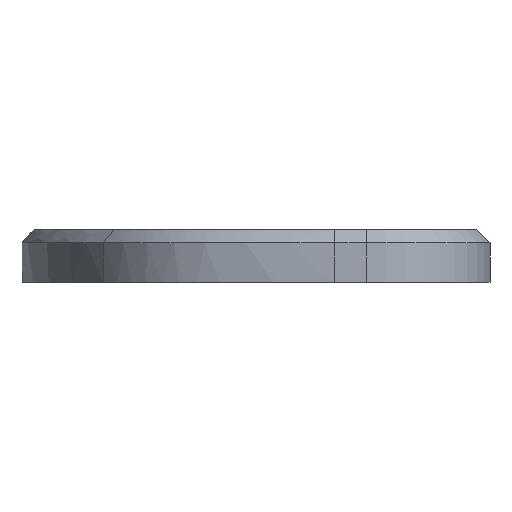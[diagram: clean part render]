
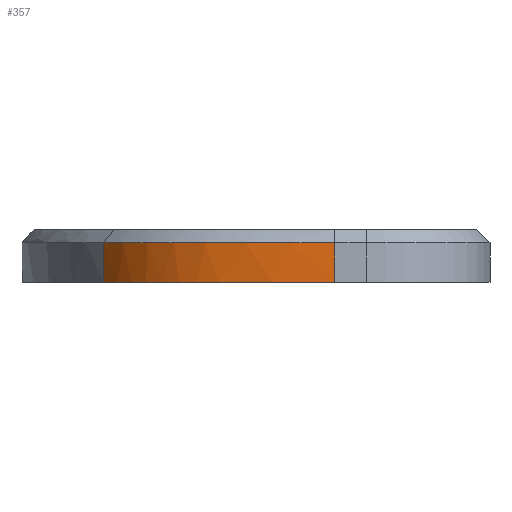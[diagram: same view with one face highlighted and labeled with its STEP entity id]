
A CAD part, left-side view. The second image highlights one B-rep face of the part: STEP entity #357.
In plain terms, the highlighted free-form (B-spline) face has degree [5, 1] with [20, 2] control points.
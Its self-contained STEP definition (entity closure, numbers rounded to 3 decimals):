
#20=(
BOUNDED_SURFACE()
B_SPLINE_SURFACE(5,1,((#1120,#1121),(#1122,#1123),(#1124,#1125),(#1126,
#1127),(#1128,#1129),(#1130,#1131),(#1132,#1133),(#1134,#1135),(#1136,#1137),
(#1138,#1139),(#1140,#1141),(#1142,#1143),(#1144,#1145),(#1146,#1147),(#1148,
#1149),(#1150,#1151),(#1152,#1153),(#1154,#1155),(#1156,#1157),(#1158,#1159)),
 .UNSPECIFIED.,.F.,.F.,.F.)
B_SPLINE_SURFACE_WITH_KNOTS((6,5,1,1,1,1,5,6),(2,2),(-2.378,
-1.,-0.8,-0.6,-0.4,-0.2,0.,11.284),(0.005,0.318),
 .UNSPECIFIED.)
GEOMETRIC_REPRESENTATION_ITEM()
RATIONAL_B_SPLINE_SURFACE(((1.,1.),(1.,1.),(1.,1.),(1.,1.),(1.,1.),(1.,
1.),(1.,1.),(1.,1.),(1.,1.),(1.,1.),(1.,1.),(1.,1.),(1.,1.),(1.,1.),(1.,
1.),(1.,1.),(1.,1.),(1.,1.),(1.,1.),(1.,1.)))
REPRESENTATION_ITEM('')
SURFACE()
);
#66=FACE_OUTER_BOUND('',#88,.T.);
#88=EDGE_LOOP('',(#288,#289,#290,#291));
#120=LINE('',#1118,#147);
#122=LINE('',#1161,#149);
#147=VECTOR('',#466,10.);
#149=VECTOR('',#468,10.);
#159=B_SPLINE_CURVE_WITH_KNOTS('',3,(#751,#752,#753,#754,#755,#756,#757,
#758,#759,#760,#761,#762,#763,#764,#765,#766,#767,#768,#769,#770,#771,#772,
#773,#774,#775,#776,#777,#778,#779,#780,#781,#782,#783,#784,#785,#786,#787,
#788,#789,#790,#791,#792,#793),.UNSPECIFIED.,.F.,.F.,(4,1,1,1,1,1,1,1,1,
1,1,1,1,1,1,1,1,1,1,1,1,1,1,1,1,1,1,1,1,1,1,1,1,1,1,1,1,1,1,1,4),(-6.11,
-5.966,-5.823,-5.68,-5.537,
-5.394,-5.251,-5.108,-4.965,
-4.822,-4.679,-4.536,-4.393,
-4.25,-4.107,-3.964,-3.821,
-3.678,-3.535,-3.392,-3.249,
-3.106,-2.963,-2.82,-2.677,
-2.534,-2.391,-2.247,-2.104,
-1.961,-1.818,-1.675,-1.532,
-1.389,-1.246,-1.103,-0.96,
-0.817,-0.674,-0.531,-0.388),
 .UNSPECIFIED.);
#162=B_SPLINE_CURVE_WITH_KNOTS('',3,(#1162,#1163,#1164,#1165,#1166,#1167,
#1168,#1169,#1170,#1171),.UNSPECIFIED.,.F.,.F.,(4,2,2,2,4),(-12.66,
-11.941,-10.884,-9.488,-8.781),
 .UNSPECIFIED.);
#164=VERTEX_POINT('',#691);
#167=VERTEX_POINT('',#749);
#183=VERTEX_POINT('',#1117);
#184=VERTEX_POINT('',#1160);
#197=EDGE_CURVE('',#167,#164,#159,.T.);
#223=EDGE_CURVE('',#164,#183,#120,.T.);
#225=EDGE_CURVE('',#167,#184,#122,.T.);
#226=EDGE_CURVE('',#183,#184,#162,.T.);
#288=ORIENTED_EDGE('',*,*,#197,.F.);
#289=ORIENTED_EDGE('',*,*,#225,.T.);
#290=ORIENTED_EDGE('',*,*,#226,.F.);
#291=ORIENTED_EDGE('',*,*,#223,.F.);
#357=ADVANCED_FACE('',(#66),#20,.T.);
#466=DIRECTION('',(0.,0.,-1.));
#468=DIRECTION('',(0.,0.,-1.));
#691=CARTESIAN_POINT('',(104.416,-85.049,-118.776));
#749=CARTESIAN_POINT('',(110.103,-71.947,-118.776));
#751=CARTESIAN_POINT('Ctrl Pts',(110.103,-71.947,-118.776));
#752=CARTESIAN_POINT('Ctrl Pts',(109.998,-72.019,-118.776));
#753=CARTESIAN_POINT('Ctrl Pts',(109.805,-72.154,-118.776));
#754=CARTESIAN_POINT('Ctrl Pts',(109.558,-72.335,-118.776));
#755=CARTESIAN_POINT('Ctrl Pts',(109.341,-72.501,-118.776));
#756=CARTESIAN_POINT('Ctrl Pts',(109.144,-72.657,-118.776));
#757=CARTESIAN_POINT('Ctrl Pts',(108.956,-72.81,-118.776));
#758=CARTESIAN_POINT('Ctrl Pts',(108.769,-72.969,-118.776));
#759=CARTESIAN_POINT('Ctrl Pts',(108.573,-73.142,-118.776));
#760=CARTESIAN_POINT('Ctrl Pts',(108.362,-73.336,-118.776));
#761=CARTESIAN_POINT('Ctrl Pts',(108.159,-73.531,-118.776));
#762=CARTESIAN_POINT('Ctrl Pts',(107.962,-73.731,-118.776));
#763=CARTESIAN_POINT('Ctrl Pts',(107.77,-73.934,-118.776));
#764=CARTESIAN_POINT('Ctrl Pts',(107.584,-74.141,-118.776));
#765=CARTESIAN_POINT('Ctrl Pts',(107.404,-74.352,-118.776));
#766=CARTESIAN_POINT('Ctrl Pts',(107.229,-74.567,-118.776));
#767=CARTESIAN_POINT('Ctrl Pts',(107.06,-74.787,-118.776));
#768=CARTESIAN_POINT('Ctrl Pts',(106.897,-75.01,-118.776));
#769=CARTESIAN_POINT('Ctrl Pts',(106.739,-75.239,-118.776));
#770=CARTESIAN_POINT('Ctrl Pts',(106.587,-75.471,-118.776));
#771=CARTESIAN_POINT('Ctrl Pts',(106.44,-75.709,-118.776));
#772=CARTESIAN_POINT('Ctrl Pts',(106.299,-75.951,-118.776));
#773=CARTESIAN_POINT('Ctrl Pts',(106.162,-76.2,-118.776));
#774=CARTESIAN_POINT('Ctrl Pts',(106.033,-76.45,-118.776));
#775=CARTESIAN_POINT('Ctrl Pts',(105.902,-76.72,-118.776));
#776=CARTESIAN_POINT('Ctrl Pts',(105.769,-77.013,-118.776));
#777=CARTESIAN_POINT('Ctrl Pts',(105.637,-77.33,-118.776));
#778=CARTESIAN_POINT('Ctrl Pts',(105.504,-77.673,-118.776));
#779=CARTESIAN_POINT('Ctrl Pts',(105.374,-78.041,-118.776));
#780=CARTESIAN_POINT('Ctrl Pts',(105.247,-78.436,-118.776));
#781=CARTESIAN_POINT('Ctrl Pts',(105.125,-78.86,-118.776));
#782=CARTESIAN_POINT('Ctrl Pts',(105.009,-79.314,-118.776));
#783=CARTESIAN_POINT('Ctrl Pts',(104.899,-79.797,-118.776));
#784=CARTESIAN_POINT('Ctrl Pts',(104.798,-80.312,-118.776));
#785=CARTESIAN_POINT('Ctrl Pts',(104.706,-80.859,-118.776));
#786=CARTESIAN_POINT('Ctrl Pts',(104.624,-81.441,-118.776));
#787=CARTESIAN_POINT('Ctrl Pts',(104.553,-82.055,-118.776));
#788=CARTESIAN_POINT('Ctrl Pts',(104.495,-82.712,-118.776));
#789=CARTESIAN_POINT('Ctrl Pts',(104.46,-83.255,-118.776));
#790=CARTESIAN_POINT('Ctrl Pts',(104.435,-83.785,-118.776));
#791=CARTESIAN_POINT('Ctrl Pts',(104.419,-84.351,-118.776));
#792=CARTESIAN_POINT('Ctrl Pts',(104.415,-84.798,-118.776));
#793=CARTESIAN_POINT('Ctrl Pts',(104.416,-85.049,-118.776));
#1117=CARTESIAN_POINT('',(104.416,-85.049,-121.027));
#1118=CARTESIAN_POINT('',(104.416,-85.049,-117.852));
#1120=CARTESIAN_POINT('Ctrl Pts',(104.506,-104.716,-117.899));
#1121=CARTESIAN_POINT('Ctrl Pts',(104.506,-104.716,-121.027));
#1122=CARTESIAN_POINT('Ctrl Pts',(104.488,-100.782,-117.899));
#1123=CARTESIAN_POINT('Ctrl Pts',(104.488,-100.782,-121.027));
#1124=CARTESIAN_POINT('Ctrl Pts',(104.47,-96.849,-117.899));
#1125=CARTESIAN_POINT('Ctrl Pts',(104.47,-96.849,-121.027));
#1126=CARTESIAN_POINT('Ctrl Pts',(104.452,-92.916,-117.899));
#1127=CARTESIAN_POINT('Ctrl Pts',(104.452,-92.916,-121.027));
#1128=CARTESIAN_POINT('Ctrl Pts',(104.434,-88.983,-117.899));
#1129=CARTESIAN_POINT('Ctrl Pts',(104.434,-88.983,-121.027));
#1130=CARTESIAN_POINT('Ctrl Pts',(104.416,-85.049,-117.899));
#1131=CARTESIAN_POINT('Ctrl Pts',(104.416,-85.049,-121.027));
#1132=CARTESIAN_POINT('Ctrl Pts',(104.413,-84.478,-117.899));
#1133=CARTESIAN_POINT('Ctrl Pts',(104.413,-84.478,-121.027));
#1134=CARTESIAN_POINT('Ctrl Pts',(104.435,-83.342,-117.899));
#1135=CARTESIAN_POINT('Ctrl Pts',(104.435,-83.342,-121.027));
#1136=CARTESIAN_POINT('Ctrl Pts',(104.548,-81.654,-117.899));
#1137=CARTESIAN_POINT('Ctrl Pts',(104.548,-81.654,-121.027));
#1138=CARTESIAN_POINT('Ctrl Pts',(104.869,-79.438,-117.899));
#1139=CARTESIAN_POINT('Ctrl Pts',(104.869,-79.438,-121.027));
#1140=CARTESIAN_POINT('Ctrl Pts',(105.697,-76.755,-117.899));
#1141=CARTESIAN_POINT('Ctrl Pts',(105.697,-76.755,-121.027));
#1142=CARTESIAN_POINT('Ctrl Pts',(106.915,-74.721,-117.899));
#1143=CARTESIAN_POINT('Ctrl Pts',(106.915,-74.721,-121.027));
#1144=CARTESIAN_POINT('Ctrl Pts',(108.297,-73.291,-117.899));
#1145=CARTESIAN_POINT('Ctrl Pts',(108.297,-73.291,-121.027));
#1146=CARTESIAN_POINT('Ctrl Pts',(109.461,-72.387,-117.899));
#1147=CARTESIAN_POINT('Ctrl Pts',(109.461,-72.387,-121.027));
#1148=CARTESIAN_POINT('Ctrl Pts',(110.103,-71.947,-117.899));
#1149=CARTESIAN_POINT('Ctrl Pts',(110.103,-71.947,-121.027));
#1150=CARTESIAN_POINT('Ctrl Pts',(146.343,-47.135,-117.899));
#1151=CARTESIAN_POINT('Ctrl Pts',(146.343,-47.135,-121.027));
#1152=CARTESIAN_POINT('Ctrl Pts',(182.583,-22.324,-117.899));
#1153=CARTESIAN_POINT('Ctrl Pts',(182.583,-22.324,-121.027));
#1154=CARTESIAN_POINT('Ctrl Pts',(218.823,2.488,-117.899));
#1155=CARTESIAN_POINT('Ctrl Pts',(218.823,2.488,-121.027));
#1156=CARTESIAN_POINT('Ctrl Pts',(255.064,27.299,-117.899));
#1157=CARTESIAN_POINT('Ctrl Pts',(255.064,27.299,-121.027));
#1158=CARTESIAN_POINT('Ctrl Pts',(291.304,52.111,-117.899));
#1159=CARTESIAN_POINT('Ctrl Pts',(291.304,52.111,-121.027));
#1160=CARTESIAN_POINT('',(110.103,-71.947,-121.027));
#1161=CARTESIAN_POINT('',(110.103,-71.947,-117.852));
#1162=CARTESIAN_POINT('Ctrl Pts',(104.416,-85.049,-121.027));
#1163=CARTESIAN_POINT('Ctrl Pts',(104.408,-83.325,-121.027));
#1164=CARTESIAN_POINT('Ctrl Pts',(104.477,-82.508,-121.027));
#1165=CARTESIAN_POINT('Ctrl Pts',(104.929,-79.255,-121.027));
#1166=CARTESIAN_POINT('Ctrl Pts',(105.378,-77.879,-121.027));
#1167=CARTESIAN_POINT('Ctrl Pts',(106.452,-75.507,-121.027));
#1168=CARTESIAN_POINT('Ctrl Pts',(107.277,-74.362,-121.027));
#1169=CARTESIAN_POINT('Ctrl Pts',(108.897,-72.832,-121.027));
#1170=CARTESIAN_POINT('Ctrl Pts',(109.236,-72.541,-121.027));
#1171=CARTESIAN_POINT('Ctrl Pts',(110.103,-71.947,-121.027));
